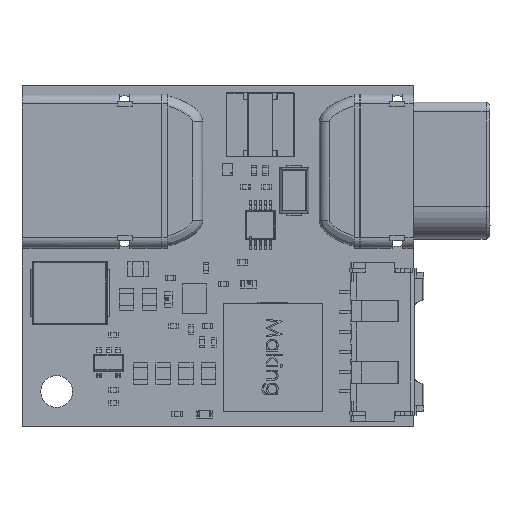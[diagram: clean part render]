
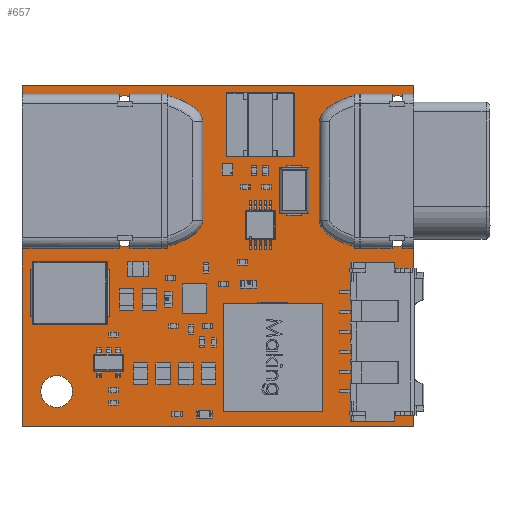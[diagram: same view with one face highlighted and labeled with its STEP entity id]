
A CAD part, top view. The second image highlights one B-rep face of the part: STEP entity #657.
In plain terms, the highlighted planar face has unit normal (0, 0, 1).
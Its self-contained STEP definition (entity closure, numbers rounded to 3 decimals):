
#204 = VERTEX_POINT('',#205);
#205 = CARTESIAN_POINT('',(0.,0.,1.608));
#211 = EDGE_CURVE('',#204,#212,#214,.T.);
#212 = VERTEX_POINT('',#213);
#213 = CARTESIAN_POINT('',(0.,34.3,1.608));
#214 = LINE('',#215,#216);
#215 = CARTESIAN_POINT('',(0.,0.,1.608));
#216 = VECTOR('',#217,1.);
#217 = DIRECTION('',(0.,1.,0.));
#242 = EDGE_CURVE('',#212,#243,#245,.T.);
#243 = VERTEX_POINT('',#244);
#244 = CARTESIAN_POINT('',(39.4,34.3,1.608));
#245 = LINE('',#246,#247);
#246 = CARTESIAN_POINT('',(0.,34.3,1.608));
#247 = VECTOR('',#248,1.);
#248 = DIRECTION('',(1.,0.,0.));
#273 = EDGE_CURVE('',#243,#274,#276,.T.);
#274 = VERTEX_POINT('',#275);
#275 = CARTESIAN_POINT('',(39.4,0.,1.608));
#276 = LINE('',#277,#278);
#277 = CARTESIAN_POINT('',(39.4,34.3,1.608));
#278 = VECTOR('',#279,1.);
#279 = DIRECTION('',(0.,-1.,0.));
#304 = EDGE_CURVE('',#274,#204,#305,.T.);
#305 = LINE('',#306,#307);
#306 = CARTESIAN_POINT('',(39.4,0.,1.608));
#307 = VECTOR('',#308,1.);
#308 = DIRECTION('',(-1.,0.,0.));
#328 = VERTEX_POINT('',#329);
#329 = CARTESIAN_POINT('',(5.1,3.5,1.608));
#335 = EDGE_CURVE('',#328,#328,#336,.T.);
#336 = CIRCLE('',#337,1.6);
#337 = AXIS2_PLACEMENT_3D('',#338,#339,#340);
#338 = CARTESIAN_POINT('',(3.5,3.5,1.608));
#339 = DIRECTION('',(0.,0.,1.));
#340 = DIRECTION('',(1.,0.,-0.));
#361 = VERTEX_POINT('',#362);
#362 = CARTESIAN_POINT('',(11.2,18.95,1.608));
#368 = EDGE_CURVE('',#361,#361,#369,.T.);
#369 = CIRCLE('',#370,0.85);
#370 = AXIS2_PLACEMENT_3D('',#371,#372,#373);
#371 = CARTESIAN_POINT('',(10.35,18.95,1.608));
#372 = DIRECTION('',(0.,0.,1.));
#373 = DIRECTION('',(1.,0.,-0.));
#394 = VERTEX_POINT('',#395);
#395 = CARTESIAN_POINT('',(11.2,32.45,1.608));
#401 = EDGE_CURVE('',#394,#394,#402,.T.);
#402 = CIRCLE('',#403,0.85);
#403 = AXIS2_PLACEMENT_3D('',#404,#405,#406);
#404 = CARTESIAN_POINT('',(10.35,32.45,1.608));
#405 = DIRECTION('',(0.,0.,1.));
#406 = DIRECTION('',(1.,0.,-0.));
#427 = VERTEX_POINT('',#428);
#428 = CARTESIAN_POINT('',(17.7,29.3,1.608));
#434 = EDGE_CURVE('',#427,#427,#435,.T.);
#435 = CIRCLE('',#436,1.35);
#436 = AXIS2_PLACEMENT_3D('',#437,#438,#439);
#437 = CARTESIAN_POINT('',(16.35,29.3,1.608));
#438 = DIRECTION('',(0.,0.,1.));
#439 = DIRECTION('',(1.,0.,-0.));
#460 = VERTEX_POINT('',#461);
#461 = CARTESIAN_POINT('',(17.7,22.1,1.608));
#467 = EDGE_CURVE('',#460,#460,#468,.T.);
#468 = CIRCLE('',#469,1.35);
#469 = AXIS2_PLACEMENT_3D('',#470,#471,#472);
#470 = CARTESIAN_POINT('',(16.35,22.1,1.608));
#471 = DIRECTION('',(0.,0.,1.));
#472 = DIRECTION('',(1.,0.,-0.));
#493 = VERTEX_POINT('',#494);
#494 = CARTESIAN_POINT('',(38.65,18.95,1.608));
#500 = EDGE_CURVE('',#493,#493,#501,.T.);
#501 = CIRCLE('',#502,0.85);
#502 = AXIS2_PLACEMENT_3D('',#503,#504,#505);
#503 = CARTESIAN_POINT('',(37.8,18.95,1.608));
#504 = DIRECTION('',(0.,0.,1.));
#505 = DIRECTION('',(1.,0.,-0.));
#526 = VERTEX_POINT('',#527);
#527 = CARTESIAN_POINT('',(33.15,22.1,1.608));
#533 = EDGE_CURVE('',#526,#526,#534,.T.);
#534 = CIRCLE('',#535,1.35);
#535 = AXIS2_PLACEMENT_3D('',#536,#537,#538);
#536 = CARTESIAN_POINT('',(31.8,22.1,1.608));
#537 = DIRECTION('',(0.,0.,1.));
#538 = DIRECTION('',(1.,0.,-0.));
#559 = VERTEX_POINT('',#560);
#560 = CARTESIAN_POINT('',(33.15,29.3,1.608));
#566 = EDGE_CURVE('',#559,#559,#567,.T.);
#567 = CIRCLE('',#568,1.35);
#568 = AXIS2_PLACEMENT_3D('',#569,#570,#571);
#569 = CARTESIAN_POINT('',(31.8,29.3,1.608));
#570 = DIRECTION('',(0.,0.,1.));
#571 = DIRECTION('',(1.,0.,-0.));
#592 = VERTEX_POINT('',#593);
#593 = CARTESIAN_POINT('',(38.65,32.45,1.608));
#599 = EDGE_CURVE('',#592,#592,#600,.T.);
#600 = CIRCLE('',#601,0.85);
#601 = AXIS2_PLACEMENT_3D('',#602,#603,#604);
#602 = CARTESIAN_POINT('',(37.8,32.45,1.608));
#603 = DIRECTION('',(0.,0.,1.));
#604 = DIRECTION('',(1.,0.,-0.));
#657 = ADVANCED_FACE('',(#658,#664,#667,#670,#673,#676,#679,#682,#685,
    #688),#691,.F.);
#658 = FACE_BOUND('',#659,.F.);
#659 = EDGE_LOOP('',(#660,#661,#662,#663));
#660 = ORIENTED_EDGE('',*,*,#211,.T.);
#661 = ORIENTED_EDGE('',*,*,#242,.T.);
#662 = ORIENTED_EDGE('',*,*,#273,.T.);
#663 = ORIENTED_EDGE('',*,*,#304,.T.);
#664 = FACE_BOUND('',#665,.F.);
#665 = EDGE_LOOP('',(#666));
#666 = ORIENTED_EDGE('',*,*,#335,.T.);
#667 = FACE_BOUND('',#668,.F.);
#668 = EDGE_LOOP('',(#669));
#669 = ORIENTED_EDGE('',*,*,#368,.T.);
#670 = FACE_BOUND('',#671,.F.);
#671 = EDGE_LOOP('',(#672));
#672 = ORIENTED_EDGE('',*,*,#401,.T.);
#673 = FACE_BOUND('',#674,.F.);
#674 = EDGE_LOOP('',(#675));
#675 = ORIENTED_EDGE('',*,*,#434,.T.);
#676 = FACE_BOUND('',#677,.F.);
#677 = EDGE_LOOP('',(#678));
#678 = ORIENTED_EDGE('',*,*,#467,.T.);
#679 = FACE_BOUND('',#680,.F.);
#680 = EDGE_LOOP('',(#681));
#681 = ORIENTED_EDGE('',*,*,#500,.T.);
#682 = FACE_BOUND('',#683,.F.);
#683 = EDGE_LOOP('',(#684));
#684 = ORIENTED_EDGE('',*,*,#533,.T.);
#685 = FACE_BOUND('',#686,.F.);
#686 = EDGE_LOOP('',(#687));
#687 = ORIENTED_EDGE('',*,*,#566,.T.);
#688 = FACE_BOUND('',#689,.F.);
#689 = EDGE_LOOP('',(#690));
#690 = ORIENTED_EDGE('',*,*,#599,.T.);
#691 = PLANE('',#692);
#692 = AXIS2_PLACEMENT_3D('',#693,#694,#695);
#693 = CARTESIAN_POINT('',(19.7,17.15,1.608));
#694 = DIRECTION('',(-0.,-0.,-1.));
#695 = DIRECTION('',(-1.,0.,0.));
